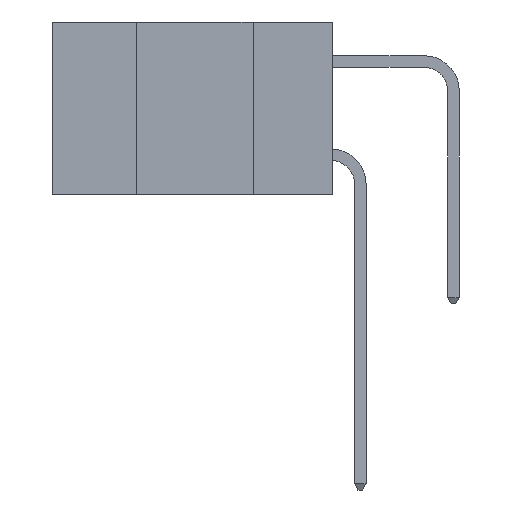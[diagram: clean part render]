
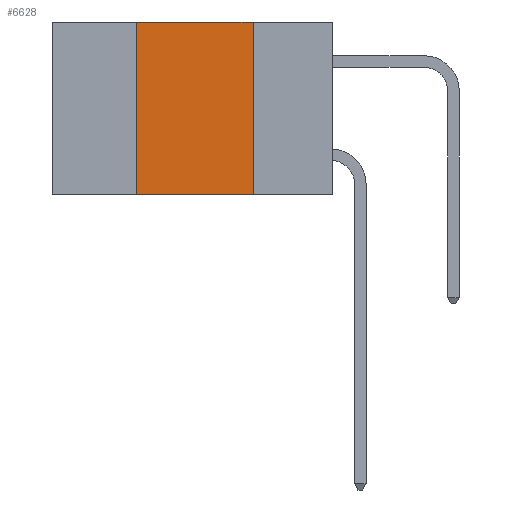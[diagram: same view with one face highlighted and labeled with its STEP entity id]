
A CAD part, left-side view. The second image highlights one B-rep face of the part: STEP entity #6628.
In plain terms, the highlighted planar face has unit normal (-1, 0, 0).
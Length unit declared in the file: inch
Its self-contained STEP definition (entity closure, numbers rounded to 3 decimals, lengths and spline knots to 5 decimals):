
#418 = DIRECTION ( 'NONE',  ( 0., 0., -1. ) ) ;
#1574 = VECTOR ( 'NONE', #418, 39.37008 ) ;
#2139 = CARTESIAN_POINT ( 'NONE',  ( 0., 0.42, -0.37 ) ) ;
#2427 = VECTOR ( 'NONE', #16447, 39.37008 ) ;
#2496 = CARTESIAN_POINT ( 'NONE',  ( 0., 0.6, 0. ) ) ;
#2657 = DIRECTION ( 'NONE',  ( 0., -1., 0. ) ) ;
#2968 = LINE ( 'NONE', #2139, #2427 ) ;
#4048 = CARTESIAN_POINT ( 'NONE',  ( 0., 0.17, -0.37 ) ) ;
#4160 = CARTESIAN_POINT ( 'NONE',  ( 0., 0.6, 0. ) ) ;
#4782 = LINE ( 'NONE', #13395, #18961 ) ;
#5434 = EDGE_LOOP ( 'NONE', ( #9013, #9160, #15486, #10954 ) ) ;
#5515 = FACE_OUTER_BOUND ( 'NONE', #5434, .T. ) ;
#5674 = CARTESIAN_POINT ( 'NONE',  ( 0., 0.17, 0. ) ) ;
#5976 = DIRECTION ( 'NONE',  ( 0., 0., -1. ) ) ;
#6548 = EDGE_CURVE ( 'NONE', #10345, #6872, #2968, .T. ) ;
#6628 = ADVANCED_FACE ( 'NONE', ( #5515 ), #11330, .F. ) ;
#6872 = VERTEX_POINT ( 'NONE', #20659 ) ;
#7110 = AXIS2_PLACEMENT_3D ( 'NONE', #4160, #16668, #5976 ) ;
#9013 = ORIENTED_EDGE ( 'NONE', *, *, #22938, .F. ) ;
#9160 = ORIENTED_EDGE ( 'NONE', *, *, #13290, .F. ) ;
#9662 = VERTEX_POINT ( 'NONE', #5674 ) ;
#9855 = EDGE_CURVE ( 'NONE', #10345, #21363, #4782, .T. ) ;
#10345 = VERTEX_POINT ( 'NONE', #11396 ) ;
#10784 = VECTOR ( 'NONE', #15013, 39.37008 ) ;
#10954 = ORIENTED_EDGE ( 'NONE', *, *, #9855, .T. ) ;
#11330 = PLANE ( 'NONE',  #7110 ) ;
#11396 = CARTESIAN_POINT ( 'NONE',  ( 0., 0.42, -0.37 ) ) ;
#13290 = EDGE_CURVE ( 'NONE', #6872, #9662, #14932, .T. ) ;
#13395 = CARTESIAN_POINT ( 'NONE',  ( 0., 0.6, -0.37 ) ) ;
#14284 = CARTESIAN_POINT ( 'NONE',  ( 0., 0.17, -0.37 ) ) ;
#14932 = LINE ( 'NONE', #2496, #10784 ) ;
#15013 = DIRECTION ( 'NONE',  ( 0., -1., 0. ) ) ;
#15486 = ORIENTED_EDGE ( 'NONE', *, *, #6548, .F. ) ;
#16447 = DIRECTION ( 'NONE',  ( 0., 0., 1. ) ) ;
#16668 = DIRECTION ( 'NONE',  ( 1., 0., 0. ) ) ;
#18824 = LINE ( 'NONE', #4048, #1574 ) ;
#18961 = VECTOR ( 'NONE', #2657, 39.37008 ) ;
#20659 = CARTESIAN_POINT ( 'NONE',  ( 0., 0.42, 0. ) ) ;
#21363 = VERTEX_POINT ( 'NONE', #14284 ) ;
#22938 = EDGE_CURVE ( 'NONE', #9662, #21363, #18824, .T. ) ;
